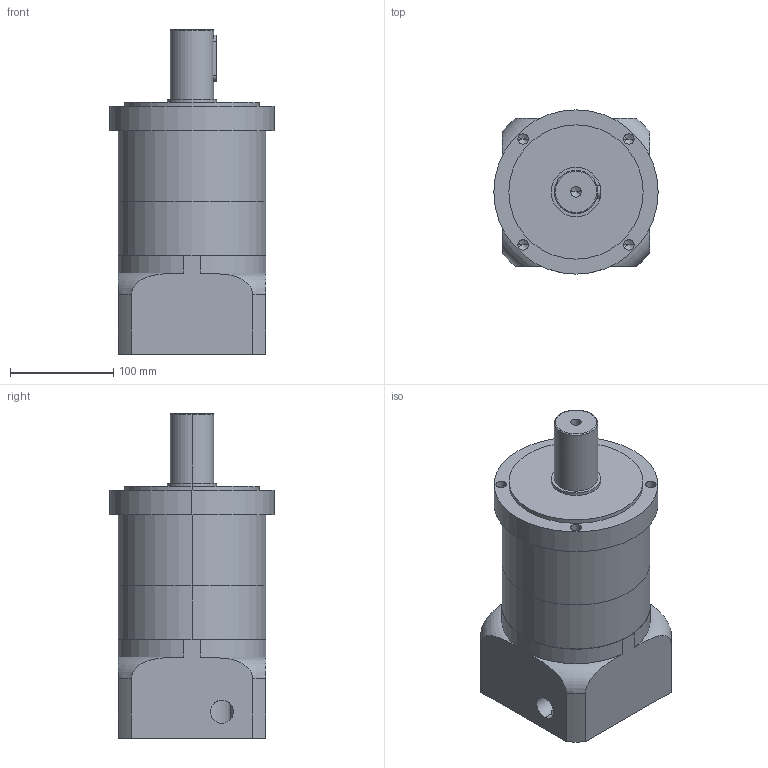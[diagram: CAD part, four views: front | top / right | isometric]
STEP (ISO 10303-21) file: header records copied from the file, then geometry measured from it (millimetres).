
FILE_DESCRIPTION (( 'STEP AP214' ), '1' );
FILE_NAME ('DL150-L2-XX-22-110-145-M8_2019.STEP', '2019-03-14T10:47:18', ( 'Y' ), ( 'NCU' ), 'SwSTEP 2.0', 'SolidWorks 2016', '' );
FILE_SCHEMA (( 'AUTOMOTIVE_DESIGN' ));
Length unit declared in the file: millimetre
Products named in the file (1): DL150-L2-XX-22-110-145-M8_2019
Bounding box: 159 x 159 x 314 mm (x, y, z)
Volume: 4034898 mm3; surface area: 322599.6 mm2
Topology: 5 solids, 13 shells, 266 faces, 593 edges, 372 vertices
Faces by surface type: plane 117, cylinder 109, cone 34, torus 6
Entity records: 9303 total; most frequent: CARTESIAN_POINT 2144, DIRECTION 1302, ORIENTED_EDGE 1150, EDGE_CURVE 575, AXIS2_PLACEMENT_3D 488, VERTEX_POINT 372, VECTOR 326, LINE 326
